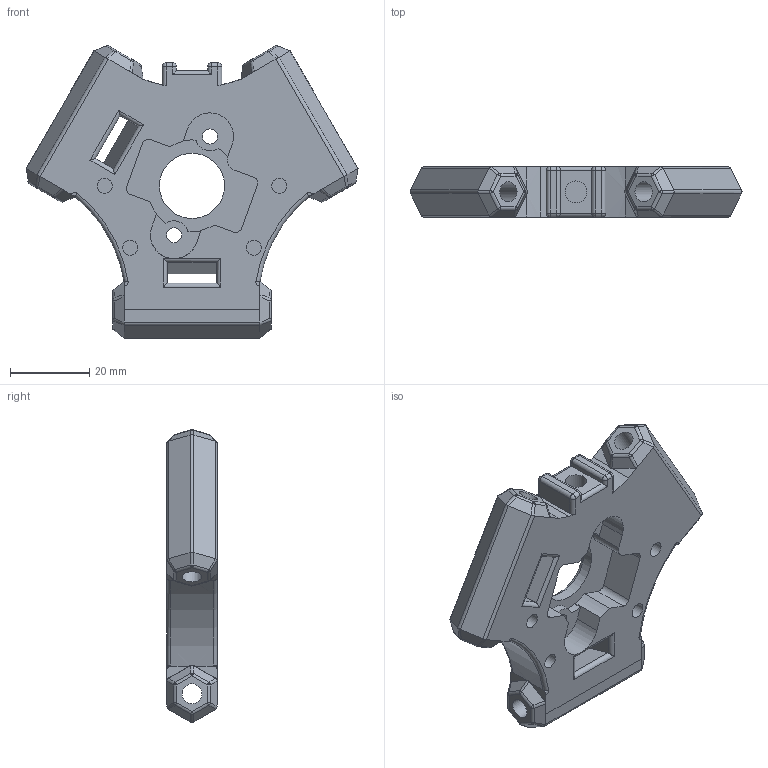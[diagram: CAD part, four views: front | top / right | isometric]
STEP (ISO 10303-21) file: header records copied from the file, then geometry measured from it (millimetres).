
FILE_DESCRIPTION(/* description */ (''),/* implementation_level */ '2;1');
FILE_NAME(/* name */ 'end_effector_v5.5.step',/* time_stamp */ '2019-01-13T14:20:15+01:00',/* author */ (''),/* organization */ (''),/* preprocessor_version */ 'ST-DEVELOPER v17.2',/* originating_system */ 'Autodesk Translation Framework v7.6.0.251',/* authorisation */ '');
FILE_SCHEMA (('AUTOMOTIVE_DESIGN { 1 0 10303 214 3 1 1 }'));
Length unit declared in the file: millimetre
Products named in the file (2): end_effector_v5.5; end_effector_v5.5_1
Assembly tree (1 placements, depth 2):
  end_effector_v5.5
    end_effector_v5.5_1
Bounding box: 83.54 x 12.7 x 73.61 mm (x, y, z)
Volume: 34099.2 mm3; surface area: 14360.3 mm2
Topology: 1 solids, 1 shells, 331 faces, 846 edges, 499 vertices
Faces by surface type: cylinder 153, plane 109, sphere 44, bspline 20, torus 5
Full cylindrical faces by diameter (mm): 3.5 x1, 3.8 x7, 5 x3, 5.5 x1, 16.4 x1
Entity records: 10502 total; most frequent: CARTESIAN_POINT 2390, DIRECTION 1793, ORIENTED_EDGE 1642, EDGE_CURVE 821, AXIS2_PLACEMENT_3D 680, VERTEX_POINT 499, LINE 433, VECTOR 433
